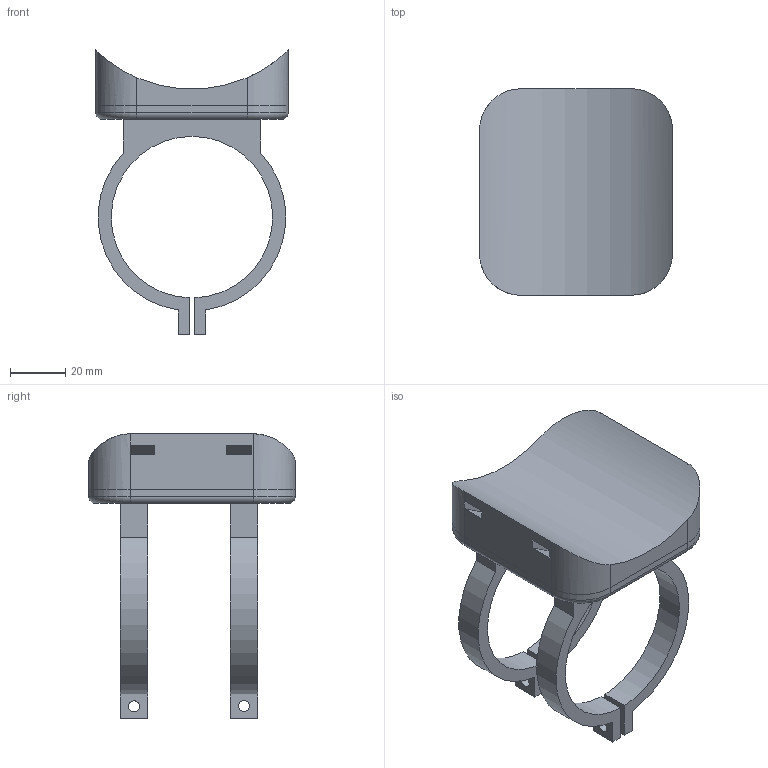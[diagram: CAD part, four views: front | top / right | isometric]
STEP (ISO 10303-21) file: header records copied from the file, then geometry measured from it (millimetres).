
FILE_DESCRIPTION(/* description */ (''),/* implementation_level */ '2;1');
FILE_NAME(/* name */ 'Stereocam Final_Housing Mount to Housing v1.step',/* time_stamp */ '2022-09-13T22:47:18-04:00',/* author */ (''),/* organization */ (''),/* preprocessor_version */ 'ST-DEVELOPER v19',/* originating_system */ 'Autodesk Translation Framework v11.7.0.108',/* authorisation */ '');
FILE_SCHEMA (('AUTOMOTIVE_DESIGN { 1 0 10303 214 3 1 1 }'));
Length unit declared in the file: millimetre
Products named in the file (1): Stereocam Final_Housing Mount to Housing
Bounding box: 70 x 75 x 103.29 mm (x, y, z)
Volume: 194920.8 mm3; surface area: 72594.4 mm2
Topology: 3 solids, 3 shells, 122 faces, 324 edges, 208 vertices
Faces by surface type: plane 64, cylinder 50, torus 8
Full cylindrical faces by diameter (mm): 4 x8
Entity records: 3939 total; most frequent: CARTESIAN_POINT 759, DIRECTION 662, ORIENTED_EDGE 648, EDGE_CURVE 324, AXIS2_PLACEMENT_3D 223, LINE 216, VECTOR 216, VERTEX_POINT 208
